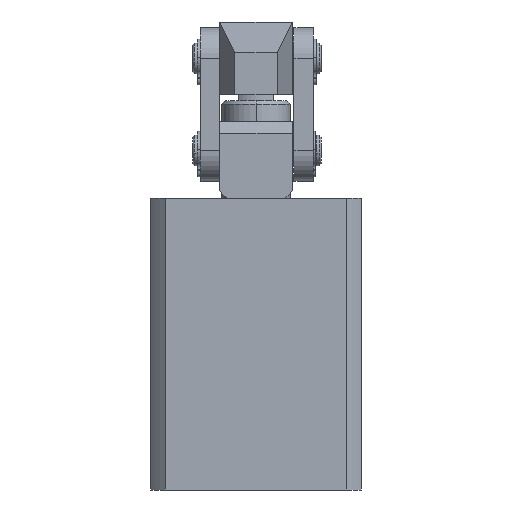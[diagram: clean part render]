
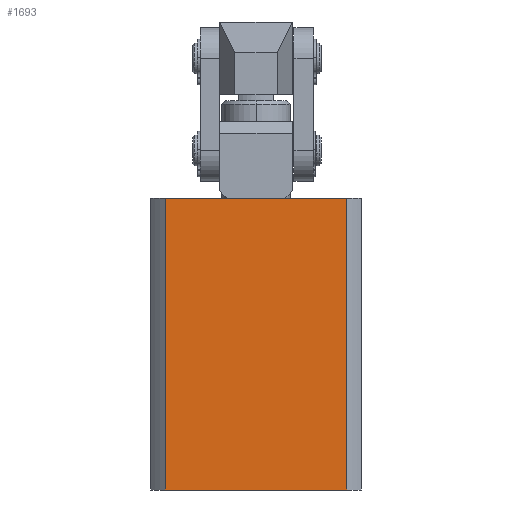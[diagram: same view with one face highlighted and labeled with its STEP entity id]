
A CAD part, left-side view. The second image highlights one B-rep face of the part: STEP entity #1693.
In plain terms, the highlighted planar face has unit normal (-1, 0, 0).
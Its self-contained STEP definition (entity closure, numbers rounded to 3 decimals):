
#72 = LINE ( 'NONE', #3985, #76 ) ;
#76 = VECTOR ( 'NONE', #3984, 1000. ) ;
#106 = LINE ( 'NONE', #4118, #109 ) ;
#109 = VECTOR ( 'NONE', #4119, 1000. ) ;
#110 = LINE ( 'NONE', #4110, #112 ) ;
#111 = LINE ( 'NONE', #4125, #114 ) ;
#112 = VECTOR ( 'NONE', #4111, 1000. ) ;
#114 = VECTOR ( 'NONE', #4126, 1000. ) ;
#1204 = FACE_OUTER_BOUND ( 'NONE', #2997, .T. ) ;
#1693 = ADVANCED_FACE ( 'NONE', ( #1204 ), #8715, .F. ) ;
#1984 = VERTEX_POINT ( 'NONE', #5241 ) ;
#2010 = VERTEX_POINT ( 'NONE', #5267 ) ;
#2053 = VERTEX_POINT ( 'NONE', #5310 ) ;
#2054 = VERTEX_POINT ( 'NONE', #5311 ) ;
#2997 = EDGE_LOOP ( 'NONE', ( #4692, #4693, #4723, #4694 ) ) ;
#3984 = DIRECTION ( 'NONE',  ( 0., -1., 0. ) ) ;
#3985 = CARTESIAN_POINT ( 'NONE',  ( -27.5, 0., 0. ) ) ;
#4110 = CARTESIAN_POINT ( 'NONE',  ( -27.5, -23.618, 76. ) ) ;
#4111 = DIRECTION ( 'NONE',  ( 0., 0., -1. ) ) ;
#4118 = CARTESIAN_POINT ( 'NONE',  ( -27.5, 23.618, 76. ) ) ;
#4119 = DIRECTION ( 'NONE',  ( 0., 0., -1. ) ) ;
#4125 = CARTESIAN_POINT ( 'NONE',  ( -27.5, 0., 76. ) ) ;
#4126 = DIRECTION ( 'NONE',  ( 0., -1., 0. ) ) ;
#4692 = ORIENTED_EDGE ( 'NONE', *, *, #5952, .T. ) ;
#4693 = ORIENTED_EDGE ( 'NONE', *, *, #5978, .F. ) ;
#4694 = ORIENTED_EDGE ( 'NONE', *, *, #5976, .T. ) ;
#4723 = ORIENTED_EDGE ( 'NONE', *, *, #5979, .F. ) ;
#5241 = CARTESIAN_POINT ( 'NONE',  ( -27.5, 23.618, 0. ) ) ;
#5267 = CARTESIAN_POINT ( 'NONE',  ( -27.5, -23.618, 0. ) ) ;
#5310 = CARTESIAN_POINT ( 'NONE',  ( -27.5, 23.618, 76. ) ) ;
#5311 = CARTESIAN_POINT ( 'NONE',  ( -27.5, -23.618, 76. ) ) ;
#5952 = EDGE_CURVE ( 'NONE', #1984, #2010, #72, .T. ) ;
#5976 = EDGE_CURVE ( 'NONE', #2053, #1984, #106, .T. ) ;
#5978 = EDGE_CURVE ( 'NONE', #2054, #2010, #110, .T. ) ;
#5979 = EDGE_CURVE ( 'NONE', #2053, #2054, #111, .T. ) ;
#6431 = AXIS2_PLACEMENT_3D ( 'NONE', #8718, #8719, #8720 ) ;
#8715 = PLANE ( 'NONE',  #6431 ) ;
#8718 = CARTESIAN_POINT ( 'NONE',  ( -27.5, 0., 76. ) ) ;
#8719 = DIRECTION ( 'NONE',  ( 1., 0., 0. ) ) ;
#8720 = DIRECTION ( 'NONE',  ( 0., 0., -1. ) ) ;
